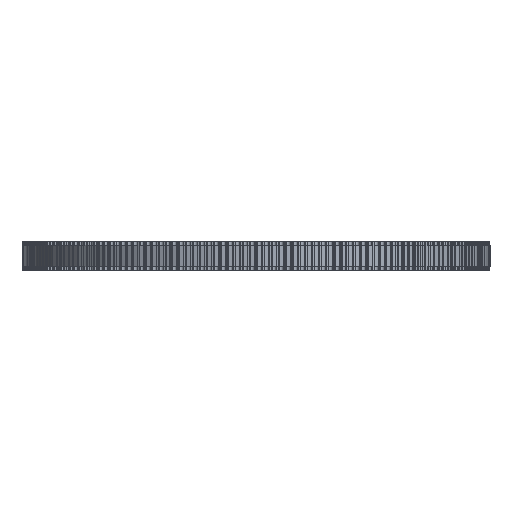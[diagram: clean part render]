
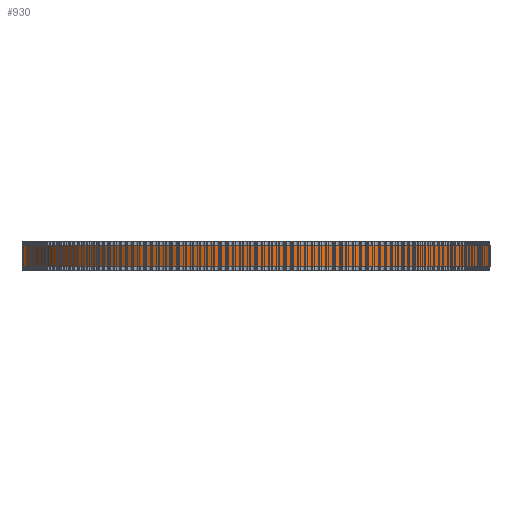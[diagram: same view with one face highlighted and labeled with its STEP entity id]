
A CAD part, front view. The second image highlights one B-rep face of the part: STEP entity #930.
In plain terms, the highlighted cylindrical face has radius 64.299 mm (diameter 128.597 mm), a full revolution.
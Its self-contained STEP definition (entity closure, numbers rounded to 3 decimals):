
#97=FACE_BOUND('',#3360,.T.);
#98=FACE_BOUND('',#3361,.T.);
#930=ADVANCED_FACE('',(#97,#98),#1739,.T.);
#1739=CYLINDRICAL_SURFACE('',#17919,64.299);
#3360=EDGE_LOOP('',(#9826));
#3361=EDGE_LOOP('',(#9827));
#9826=ORIENTED_EDGE('',*,*,#13870,.T.);
#9827=ORIENTED_EDGE('',*,*,#13871,.T.);
#11444=VERTEX_POINT('',#28440);
#11445=VERTEX_POINT('',#28442);
#13870=EDGE_CURVE('',#11444,#11444,#15488,.T.);
#13871=EDGE_CURVE('',#11445,#11445,#15489,.T.);
#15488=CIRCLE('',#17917,64.299);
#15489=CIRCLE('',#17918,64.299);
#17917=AXIS2_PLACEMENT_3D('',#28439,#23582,#23583);
#17918=AXIS2_PLACEMENT_3D('',#28441,#23584,#23585);
#17919=AXIS2_PLACEMENT_3D('',#28443,#23586,#23587);
#23582=DIRECTION('',(0.,0.,1.));
#23583=DIRECTION('',(1.,0.,0.));
#23584=DIRECTION('',(0.,0.,-1.));
#23585=DIRECTION('',(1.,0.,0.));
#23586=DIRECTION('',(0.,0.,1.));
#23587=DIRECTION('',(1.,0.,0.));
#28439=CARTESIAN_POINT('',(0.,0.,1.));
#28440=CARTESIAN_POINT('',(64.299,0.,1.));
#28441=CARTESIAN_POINT('',(0.,0.,7.));
#28442=CARTESIAN_POINT('',(64.299,0.,7.));
#28443=CARTESIAN_POINT('',(0.,0.,1.));
